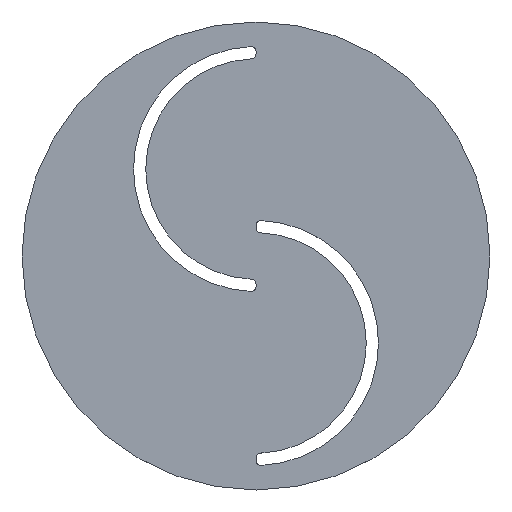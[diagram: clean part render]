
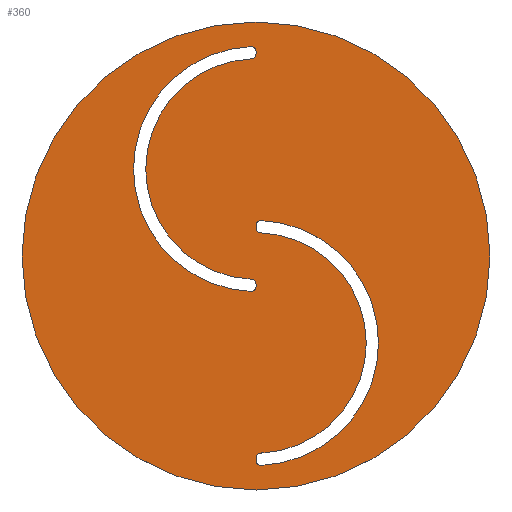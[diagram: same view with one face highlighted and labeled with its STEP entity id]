
A CAD part, top view. The second image highlights one B-rep face of the part: STEP entity #360.
In plain terms, the highlighted planar face has unit normal (0, 0, 1).
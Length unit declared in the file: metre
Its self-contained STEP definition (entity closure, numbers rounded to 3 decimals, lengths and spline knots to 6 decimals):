
#15=FACE_BOUND('',#62,.T.);
#16=FACE_BOUND('',#63,.T.);
#23=PLANE('',#428);
#42=FACE_OUTER_BOUND('',#61,.T.);
#61=EDGE_LOOP('',(#296));
#62=EDGE_LOOP('',(#297,#298,#299,#300,#301,#302,#303,#304));
#63=EDGE_LOOP('',(#305,#306,#307,#308,#309,#310,#311,#312));
#71=LINE('',#571,#96);
#77=LINE('',#594,#102);
#79=LINE('',#599,#104);
#86=LINE('',#625,#111);
#96=VECTOR('',#456,0.01);
#102=VECTOR('',#482,0.01);
#104=VECTOR('',#486,0.01);
#111=VECTOR('',#513,0.01);
#117=CIRCLE('',#386,0.002);
#119=CIRCLE('',#389,0.05);
#121=CIRCLE('',#392,0.002);
#123=CIRCLE('',#396,0.002);
#125=CIRCLE('',#399,0.045);
#127=CIRCLE('',#402,0.002);
#129=CIRCLE('',#407,0.002);
#131=CIRCLE('',#410,0.05);
#133=CIRCLE('',#413,0.002);
#135=CIRCLE('',#417,0.002);
#137=CIRCLE('',#420,0.045);
#139=CIRCLE('',#423,0.002);
#142=CIRCLE('',#427,0.0955);
#143=VERTEX_POINT('',#549);
#144=VERTEX_POINT('',#550);
#147=VERTEX_POINT('',#558);
#149=VERTEX_POINT('',#564);
#151=VERTEX_POINT('',#570);
#153=VERTEX_POINT('',#576);
#155=VERTEX_POINT('',#582);
#157=VERTEX_POINT('',#588);
#159=VERTEX_POINT('',#597);
#160=VERTEX_POINT('',#598);
#163=VERTEX_POINT('',#606);
#165=VERTEX_POINT('',#612);
#167=VERTEX_POINT('',#618);
#169=VERTEX_POINT('',#624);
#171=VERTEX_POINT('',#630);
#173=VERTEX_POINT('',#636);
#176=VERTEX_POINT('',#647);
#177=EDGE_CURVE('',#143,#144,#117,.T.);
#181=EDGE_CURVE('',#144,#147,#119,.T.);
#184=EDGE_CURVE('',#147,#149,#121,.T.);
#187=EDGE_CURVE('',#149,#151,#71,.T.);
#190=EDGE_CURVE('',#151,#153,#123,.T.);
#193=EDGE_CURVE('',#153,#155,#125,.T.);
#196=EDGE_CURVE('',#155,#157,#127,.T.);
#199=EDGE_CURVE('',#157,#143,#77,.T.);
#201=EDGE_CURVE('',#159,#160,#79,.T.);
#205=EDGE_CURVE('',#160,#163,#129,.T.);
#208=EDGE_CURVE('',#163,#165,#131,.T.);
#211=EDGE_CURVE('',#165,#167,#133,.T.);
#214=EDGE_CURVE('',#167,#169,#86,.T.);
#217=EDGE_CURVE('',#169,#171,#135,.T.);
#220=EDGE_CURVE('',#171,#173,#137,.T.);
#223=EDGE_CURVE('',#173,#159,#139,.T.);
#227=EDGE_CURVE('',#176,#176,#142,.T.);
#296=ORIENTED_EDGE('',*,*,#227,.T.);
#297=ORIENTED_EDGE('',*,*,#223,.T.);
#298=ORIENTED_EDGE('',*,*,#201,.T.);
#299=ORIENTED_EDGE('',*,*,#205,.T.);
#300=ORIENTED_EDGE('',*,*,#208,.T.);
#301=ORIENTED_EDGE('',*,*,#211,.T.);
#302=ORIENTED_EDGE('',*,*,#214,.T.);
#303=ORIENTED_EDGE('',*,*,#217,.T.);
#304=ORIENTED_EDGE('',*,*,#220,.T.);
#305=ORIENTED_EDGE('',*,*,#199,.T.);
#306=ORIENTED_EDGE('',*,*,#177,.T.);
#307=ORIENTED_EDGE('',*,*,#181,.T.);
#308=ORIENTED_EDGE('',*,*,#184,.T.);
#309=ORIENTED_EDGE('',*,*,#187,.T.);
#310=ORIENTED_EDGE('',*,*,#190,.T.);
#311=ORIENTED_EDGE('',*,*,#193,.T.);
#312=ORIENTED_EDGE('',*,*,#196,.T.);
#360=ADVANCED_FACE('',(#42,#15,#16),#23,.T.);
#386=AXIS2_PLACEMENT_3D('',#551,#434,#435);
#389=AXIS2_PLACEMENT_3D('',#559,#442,#443);
#392=AXIS2_PLACEMENT_3D('',#565,#449,#450);
#396=AXIS2_PLACEMENT_3D('',#577,#461,#462);
#399=AXIS2_PLACEMENT_3D('',#583,#468,#469);
#402=AXIS2_PLACEMENT_3D('',#589,#475,#476);
#407=AXIS2_PLACEMENT_3D('',#607,#492,#493);
#410=AXIS2_PLACEMENT_3D('',#613,#499,#500);
#413=AXIS2_PLACEMENT_3D('',#619,#506,#507);
#417=AXIS2_PLACEMENT_3D('',#631,#518,#519);
#420=AXIS2_PLACEMENT_3D('',#637,#525,#526);
#423=AXIS2_PLACEMENT_3D('',#642,#532,#533);
#427=AXIS2_PLACEMENT_3D('',#649,#541,#542);
#428=AXIS2_PLACEMENT_3D('',#650,#543,#544);
#434=DIRECTION('center_axis',(0.,0.,-1.));
#435=DIRECTION('ref_axis',(0.,1.,0.));
#442=DIRECTION('center_axis',(0.,0.,-1.));
#443=DIRECTION('ref_axis',(0.04,-0.999,0.));
#449=DIRECTION('center_axis',(0.,0.,-1.));
#450=DIRECTION('ref_axis',(-0.997,-0.079,0.));
#456=DIRECTION('',(0.,-1.,0.));
#461=DIRECTION('center_axis',(0.,0.,-1.));
#462=DIRECTION('ref_axis',(-0.085,0.996,0.));
#468=DIRECTION('center_axis',(0.,0.,1.));
#469=DIRECTION('ref_axis',(-0.041,0.999,0.));
#475=DIRECTION('center_axis',(0.,0.,-1.));
#476=DIRECTION('ref_axis',(-1.,0.022,0.));
#482=DIRECTION('',(0.,-1.,0.));
#486=DIRECTION('',(0.,1.,0.));
#492=DIRECTION('center_axis',(0.,0.,-1.));
#493=DIRECTION('ref_axis',(0.,-1.,0.));
#499=DIRECTION('center_axis',(0.,0.,-1.));
#500=DIRECTION('ref_axis',(-0.04,0.999,0.));
#506=DIRECTION('center_axis',(0.,0.,-1.));
#507=DIRECTION('ref_axis',(1.,0.02,0.));
#513=DIRECTION('',(0.,1.,0.));
#518=DIRECTION('center_axis',(0.,0.,-1.));
#519=DIRECTION('ref_axis',(0.,-1.,0.));
#525=DIRECTION('center_axis',(0.,0.,1.));
#526=DIRECTION('ref_axis',(0.041,-0.999,0.));
#532=DIRECTION('center_axis',(0.,0.,-1.));
#533=DIRECTION('ref_axis',(1.,-0.022,0.));
#541=DIRECTION('center_axis',(0.,0.,1.));
#542=DIRECTION('ref_axis',(1.,0.,0.));
#543=DIRECTION('center_axis',(0.,0.,1.));
#544=DIRECTION('ref_axis',(1.,0.,0.));
#549=CARTESIAN_POINT('',(0.,-0.0125,0.));
#550=CARTESIAN_POINT('',(-0.002,-0.01446,0.));
#551=CARTESIAN_POINT('Origin',(-0.002,-0.01246,
0.));
#558=CARTESIAN_POINT('',(-0.002,0.08546,0.));
#559=CARTESIAN_POINT('Origin',(0.,0.0355,0.));
#564=CARTESIAN_POINT('',(0.,0.083618,0.));
#565=CARTESIAN_POINT('Origin',(-0.001994,0.08346,
0.));
#570=CARTESIAN_POINT('',(0.,0.0825,0.));
#571=CARTESIAN_POINT('',(0.,0.083618,0.));
#576=CARTESIAN_POINT('',(-0.001829,0.080463,0.));
#577=CARTESIAN_POINT('Origin',(-0.002,0.082456,
0.));
#582=CARTESIAN_POINT('',(-0.002,-0.009456,0.));
#583=CARTESIAN_POINT('Origin',(0.,0.0355,0.));
#588=CARTESIAN_POINT('',(0.,-0.0115,0.));
#589=CARTESIAN_POINT('Origin',(-0.002,-0.011456,
0.));
#594=CARTESIAN_POINT('',(0.,-0.0115,0.));
#597=CARTESIAN_POINT('',(0.,0.0115,0.));
#598=CARTESIAN_POINT('',(0.,0.0125,0.));
#599=CARTESIAN_POINT('',(0.,0.0115,0.));
#606=CARTESIAN_POINT('',(0.002,0.01446,0.));
#607=CARTESIAN_POINT('Origin',(0.002,0.01246,0.));
#612=CARTESIAN_POINT('',(0.002,-0.08546,0.));
#613=CARTESIAN_POINT('Origin',(0.,-0.0355,0.));
#618=CARTESIAN_POINT('',(0.,-0.0835,0.));
#619=CARTESIAN_POINT('Origin',(0.002,-0.08346,
0.));
#624=CARTESIAN_POINT('',(0.,-0.0825,0.));
#625=CARTESIAN_POINT('',(0.,-0.0835,0.));
#630=CARTESIAN_POINT('',(0.002,-0.080456,0.));
#631=CARTESIAN_POINT('Origin',(0.002,-0.082456,
0.));
#636=CARTESIAN_POINT('',(0.001829,0.009463,0.));
#637=CARTESIAN_POINT('Origin',(0.,-0.0355,0.));
#642=CARTESIAN_POINT('Origin',(0.002,0.011456,0.));
#647=CARTESIAN_POINT('',(-0.0955,0.,0.));
#649=CARTESIAN_POINT('Origin',(0.,0.,0.));
#650=CARTESIAN_POINT('Origin',(0.,0.,0.));
